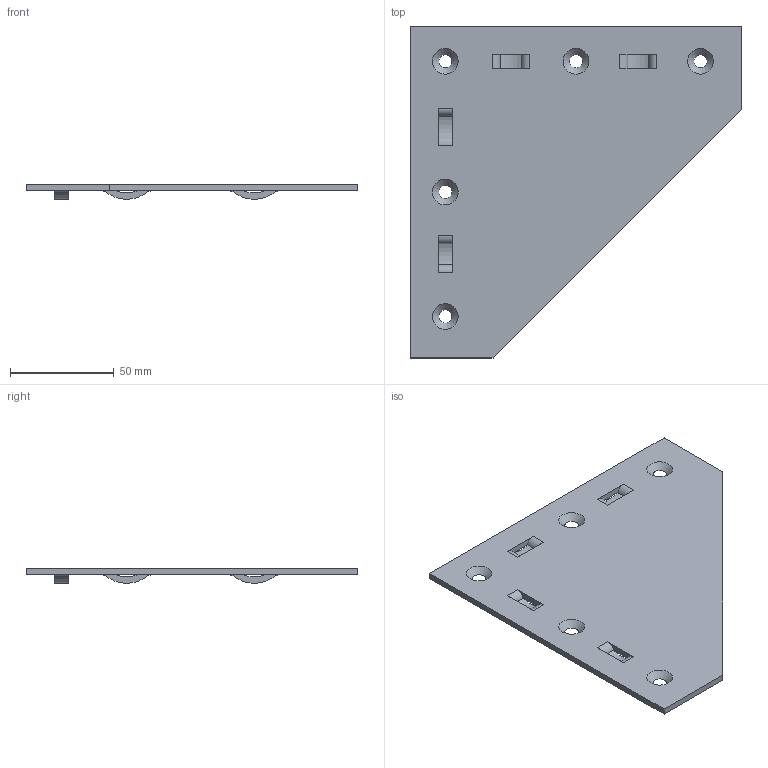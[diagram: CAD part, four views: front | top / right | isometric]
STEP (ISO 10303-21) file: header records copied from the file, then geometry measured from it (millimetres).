
FILE_DESCRIPTION((''),'2;1');
FILE_NAME('SZ8043N_A.stp','2013-09-04T11:34:21',('janine behrens'),(''),'Autodesk Inventor 2012','Autodesk Inventor 2012','');
FILE_SCHEMA(('AUTOMOTIVE_DESIGN { 1 0 10303 214 1 1 1 1 }'));
Length unit declared in the file: millimetre
Products named in the file (1): SZ8043N_A
Bounding box: 160 x 160 x 7 mm (x, y, z)
Volume: 54563.4 mm3; surface area: 39207.4 mm2
Topology: 1 solids, 1 shells, 52 faces, 144 edges, 88 vertices
Faces by surface type: cylinder 24, plane 23, cone 5
Entity records: 1707 total; most frequent: DIRECTION 303, CARTESIAN_POINT 280, ORIENTED_EDGE 278, EDGE_CURVE 139, AXIS2_PLACEMENT_3D 111, VERTEX_POINT 88, VECTOR 81, LINE 81
